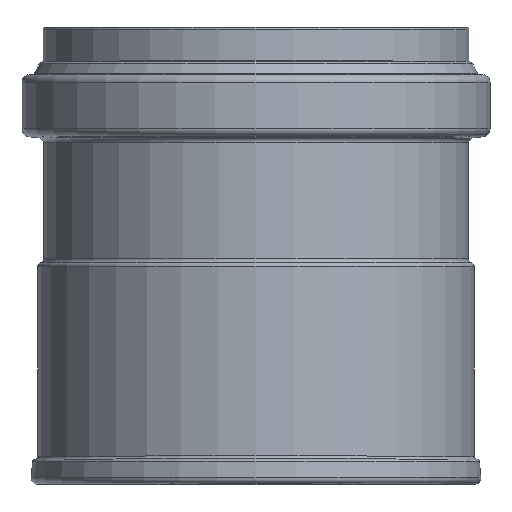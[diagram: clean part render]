
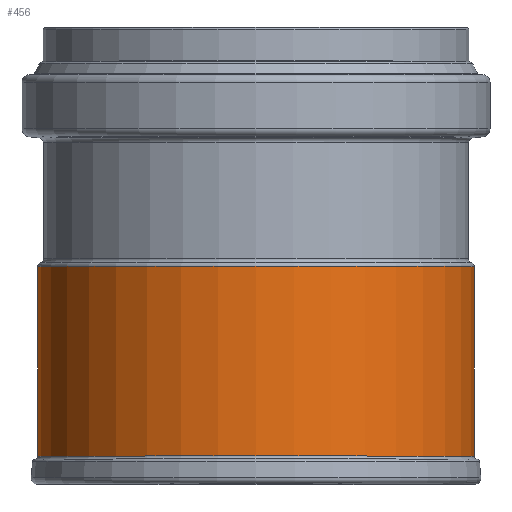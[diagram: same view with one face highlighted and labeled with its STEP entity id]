
A CAD part, top view. The second image highlights one B-rep face of the part: STEP entity #456.
In plain terms, the highlighted cylindrical face has radius 109.5 mm (diameter 219 mm), a full revolution.
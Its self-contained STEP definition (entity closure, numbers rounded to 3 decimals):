
#29=CYLINDRICAL_SURFACE('',#504,109.5);
#41=FACE_BOUND('',#131,.T.);
#85=FACE_OUTER_BOUND('',#130,.T.);
#130=EDGE_LOOP('',(#350));
#131=EDGE_LOOP('',(#351));
#217=CIRCLE('',#503,109.5);
#218=CIRCLE('',#505,109.5);
#261=VERTEX_POINT('',#771);
#262=VERTEX_POINT('',#774);
#305=EDGE_CURVE('',#261,#261,#217,.T.);
#306=EDGE_CURVE('',#262,#262,#218,.T.);
#350=ORIENTED_EDGE('',*,*,#306,.F.);
#351=ORIENTED_EDGE('',*,*,#305,.F.);
#456=ADVANCED_FACE('',(#85,#41),#29,.T.);
#503=AXIS2_PLACEMENT_3D('',#772,#595,#596);
#504=AXIS2_PLACEMENT_3D('',#773,#597,#598);
#505=AXIS2_PLACEMENT_3D('',#775,#599,#600);
#595=DIRECTION('center_axis',(0.,1.,0.));
#596=DIRECTION('ref_axis',(1.,0.,0.));
#597=DIRECTION('center_axis',(0.,-1.,0.));
#598=DIRECTION('ref_axis',(1.,0.,0.));
#599=DIRECTION('center_axis',(0.,-1.,0.));
#600=DIRECTION('ref_axis',(1.,0.,0.));
#771=CARTESIAN_POINT('',(-109.5,3.169,0.));
#772=CARTESIAN_POINT('Origin',(0.,3.169,0.));
#773=CARTESIAN_POINT('Origin',(0.,-46.005,0.));
#774=CARTESIAN_POINT('',(109.5,-92.01,0.));
#775=CARTESIAN_POINT('Origin',(0.,-92.01,0.));
